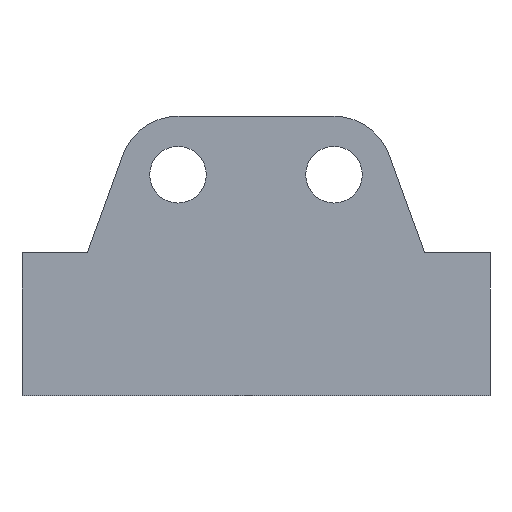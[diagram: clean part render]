
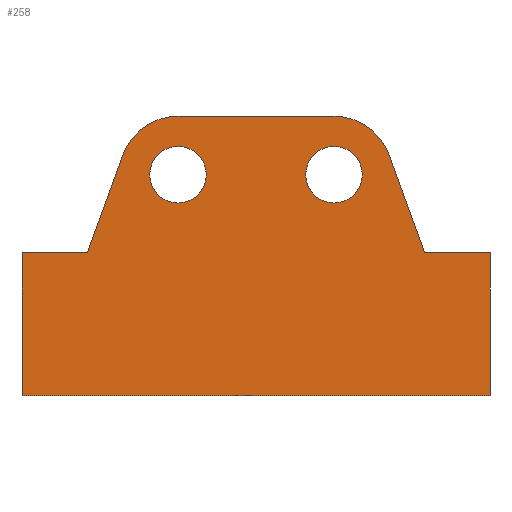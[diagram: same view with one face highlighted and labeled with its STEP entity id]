
A CAD part, front view. The second image highlights one B-rep face of the part: STEP entity #258.
In plain terms, the highlighted planar face has unit normal (0, -1, 0).
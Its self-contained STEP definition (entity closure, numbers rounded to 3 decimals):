
#65 = VERTEX_POINT('',#66);
#66 = CARTESIAN_POINT('',(18.,-25.5,11.));
#72 = EDGE_CURVE('',#73,#65,#75,.T.);
#73 = VERTEX_POINT('',#74);
#74 = CARTESIAN_POINT('',(18.,-25.5,0.));
#75 = LINE('',#76,#77);
#76 = CARTESIAN_POINT('',(18.,-25.5,0.));
#77 = VECTOR('',#78,1.);
#78 = DIRECTION('',(0.,0.,1.));
#146 = EDGE_CURVE('',#73,#147,#149,.T.);
#147 = VERTEX_POINT('',#148);
#148 = CARTESIAN_POINT('',(-18.,-25.5,0.));
#149 = LINE('',#150,#151);
#150 = CARTESIAN_POINT('',(18.,-25.5,0.));
#151 = VECTOR('',#152,1.);
#152 = DIRECTION('',(-1.,0.,0.));
#258 = ADVANCED_FACE('',(#259,#327,#338),#349,.T.);
#259 = FACE_BOUND('',#260,.T.);
#260 = EDGE_LOOP('',(#261,#262,#270,#278,#287,#295,#304,#312,#320,#326)
  );
#261 = ORIENTED_EDGE('',*,*,#72,.T.);
#262 = ORIENTED_EDGE('',*,*,#263,.T.);
#263 = EDGE_CURVE('',#65,#264,#266,.T.);
#264 = VERTEX_POINT('',#265);
#265 = CARTESIAN_POINT('',(12.973,-25.5,11.));
#266 = LINE('',#267,#268);
#267 = CARTESIAN_POINT('',(18.,-25.5,11.));
#268 = VECTOR('',#269,1.);
#269 = DIRECTION('',(-1.,0.,0.));
#270 = ORIENTED_EDGE('',*,*,#271,.F.);
#271 = EDGE_CURVE('',#272,#264,#274,.T.);
#272 = VERTEX_POINT('',#273);
#273 = CARTESIAN_POINT('',(10.229,-25.5,18.539));
#274 = LINE('',#275,#276);
#275 = CARTESIAN_POINT('',(10.229,-25.5,18.539));
#276 = VECTOR('',#277,1.);
#277 = DIRECTION('',(0.342,0.,-0.94));
#278 = ORIENTED_EDGE('',*,*,#279,.T.);
#279 = EDGE_CURVE('',#272,#280,#282,.T.);
#280 = VERTEX_POINT('',#281);
#281 = CARTESIAN_POINT('',(6.,-25.5,21.5));
#282 = CIRCLE('',#283,4.5);
#283 = AXIS2_PLACEMENT_3D('',#284,#285,#286);
#284 = CARTESIAN_POINT('',(6.,-25.5,17.));
#285 = DIRECTION('',(0.,-1.,0.));
#286 = DIRECTION('',(1.,0.,0.));
#287 = ORIENTED_EDGE('',*,*,#288,.F.);
#288 = EDGE_CURVE('',#289,#280,#291,.T.);
#289 = VERTEX_POINT('',#290);
#290 = CARTESIAN_POINT('',(-6.,-25.5,21.5));
#291 = LINE('',#292,#293);
#292 = CARTESIAN_POINT('',(-6.,-25.5,21.5));
#293 = VECTOR('',#294,1.);
#294 = DIRECTION('',(1.,0.,0.));
#295 = ORIENTED_EDGE('',*,*,#296,.T.);
#296 = EDGE_CURVE('',#289,#297,#299,.T.);
#297 = VERTEX_POINT('',#298);
#298 = CARTESIAN_POINT('',(-10.229,-25.5,18.539));
#299 = CIRCLE('',#300,4.5);
#300 = AXIS2_PLACEMENT_3D('',#301,#302,#303);
#301 = CARTESIAN_POINT('',(-6.,-25.5,17.));
#302 = DIRECTION('',(0.,-1.,0.));
#303 = DIRECTION('',(1.,0.,0.));
#304 = ORIENTED_EDGE('',*,*,#305,.T.);
#305 = EDGE_CURVE('',#297,#306,#308,.T.);
#306 = VERTEX_POINT('',#307);
#307 = CARTESIAN_POINT('',(-12.973,-25.5,11.));
#308 = LINE('',#309,#310);
#309 = CARTESIAN_POINT('',(-10.229,-25.5,18.539));
#310 = VECTOR('',#311,1.);
#311 = DIRECTION('',(-0.342,-0.,-0.94));
#312 = ORIENTED_EDGE('',*,*,#313,.T.);
#313 = EDGE_CURVE('',#306,#314,#316,.T.);
#314 = VERTEX_POINT('',#315);
#315 = CARTESIAN_POINT('',(-18.,-25.5,11.));
#316 = LINE('',#317,#318);
#317 = CARTESIAN_POINT('',(18.,-25.5,11.));
#318 = VECTOR('',#319,1.);
#319 = DIRECTION('',(-1.,0.,0.));
#320 = ORIENTED_EDGE('',*,*,#321,.F.);
#321 = EDGE_CURVE('',#147,#314,#322,.T.);
#322 = LINE('',#323,#324);
#323 = CARTESIAN_POINT('',(-18.,-25.5,0.));
#324 = VECTOR('',#325,1.);
#325 = DIRECTION('',(0.,0.,1.));
#326 = ORIENTED_EDGE('',*,*,#146,.F.);
#327 = FACE_BOUND('',#328,.T.);
#328 = EDGE_LOOP('',(#329));
#329 = ORIENTED_EDGE('',*,*,#330,.F.);
#330 = EDGE_CURVE('',#331,#331,#333,.T.);
#331 = VERTEX_POINT('',#332);
#332 = CARTESIAN_POINT('',(8.175,-25.5,17.));
#333 = CIRCLE('',#334,2.175);
#334 = AXIS2_PLACEMENT_3D('',#335,#336,#337);
#335 = CARTESIAN_POINT('',(6.,-25.5,17.));
#336 = DIRECTION('',(0.,-1.,0.));
#337 = DIRECTION('',(1.,0.,0.));
#338 = FACE_BOUND('',#339,.T.);
#339 = EDGE_LOOP('',(#340));
#340 = ORIENTED_EDGE('',*,*,#341,.F.);
#341 = EDGE_CURVE('',#342,#342,#344,.T.);
#342 = VERTEX_POINT('',#343);
#343 = CARTESIAN_POINT('',(-3.825,-25.5,17.));
#344 = CIRCLE('',#345,2.175);
#345 = AXIS2_PLACEMENT_3D('',#346,#347,#348);
#346 = CARTESIAN_POINT('',(-6.,-25.5,17.));
#347 = DIRECTION('',(0.,-1.,0.));
#348 = DIRECTION('',(1.,0.,0.));
#349 = PLANE('',#350);
#350 = AXIS2_PLACEMENT_3D('',#351,#352,#353);
#351 = CARTESIAN_POINT('',(0.,-25.5,8.872));
#352 = DIRECTION('',(-0.,-1.,-0.));
#353 = DIRECTION('',(0.,0.,-1.));
